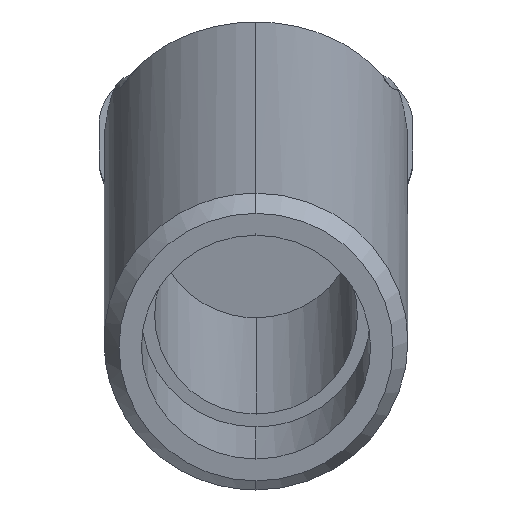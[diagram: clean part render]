
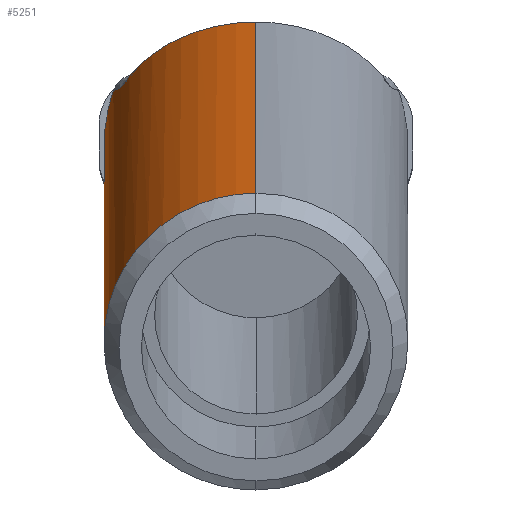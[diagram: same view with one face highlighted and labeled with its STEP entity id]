
A CAD part, top view. The second image highlights one B-rep face of the part: STEP entity #5251.
In plain terms, the highlighted cylindrical face has radius 3.05 mm (diameter 6.1 mm), a partial arc.
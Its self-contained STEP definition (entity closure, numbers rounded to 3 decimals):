
#5134=AXIS2_PLACEMENT_3D('Cylinder Axis2P3D',#5131,#5132,#5133) ;
#5131=CARTESIAN_POINT('Axis2P3D Location',(3.15,5.571,38.484)) ;
#5137=CARTESIAN_POINT('Control Point',(0.2,6.169,32.2)) ;
#5138=CARTESIAN_POINT('Control Point',(0.2,6.17,32.2)) ;
#5139=CARTESIAN_POINT('Control Point',(0.199,6.172,32.2)) ;
#5140=CARTESIAN_POINT('Vertex',(0.199,6.172,32.2)) ;
#5142=CARTESIAN_POINT('Vertex',(0.2,6.169,32.2)) ;
#5145=CARTESIAN_POINT('Line Origine',(0.2,4.813,38.316)) ;
#5149=CARTESIAN_POINT('Vertex',(0.2,7.011,28.4)) ;
#5153=CARTESIAN_POINT('Control Point',(0.444,6.365,28.4)) ;
#5154=CARTESIAN_POINT('Control Point',(0.339,6.571,28.4)) ;
#5155=CARTESIAN_POINT('Control Point',(0.257,6.788,28.4)) ;
#5156=CARTESIAN_POINT('Control Point',(0.2,7.011,28.4)) ;
#5157=CARTESIAN_POINT('Vertex',(0.444,6.365,28.4)) ;
#5161=CARTESIAN_POINT('Control Point',(0.604,5.651,30.362)) ;
#5162=CARTESIAN_POINT('Control Point',(0.544,5.889,29.709)) ;
#5163=CARTESIAN_POINT('Control Point',(0.491,6.127,29.054)) ;
#5164=CARTESIAN_POINT('Control Point',(0.444,6.365,28.4)) ;
#5165=CARTESIAN_POINT('Vertex',(0.604,5.651,30.362)) ;
#5169=CARTESIAN_POINT('Control Point',(3.15,4.041,31.292)) ;
#5170=CARTESIAN_POINT('Control Point',(2.485,4.041,31.292)) ;
#5171=CARTESIAN_POINT('Control Point',(1.818,4.259,31.166)) ;
#5172=CARTESIAN_POINT('Control Point',(1.297,4.665,30.932)) ;
#5173=CARTESIAN_POINT('Control Point',(0.894,5.133,30.661)) ;
#5174=CARTESIAN_POINT('Control Point',(0.604,5.651,30.362)) ;
#5175=CARTESIAN_POINT('Vertex',(3.15,4.041,31.292)) ;
#5178=CARTESIAN_POINT('Line Origine',(3.15,2.593,37.824)) ;
#5182=CARTESIAN_POINT('Vertex',(3.15,0.,49.52)) ;
#5186=CARTESIAN_POINT('Control Point',(3.15,5.955,50.84)) ;
#5187=CARTESIAN_POINT('Control Point',(2.191,5.955,50.84)) ;
#5188=CARTESIAN_POINT('Control Point',(1.233,5.588,50.759)) ;
#5189=CARTESIAN_POINT('Control Point',(0.476,4.849,50.595)) ;
#5190=CARTESIAN_POINT('Control Point',(-0.277,2.978,50.18)) ;
#5191=CARTESIAN_POINT('Control Point',(0.476,1.107,49.765)) ;
#5192=CARTESIAN_POINT('Control Point',(1.233,0.367,49.602)) ;
#5193=CARTESIAN_POINT('Control Point',(2.191,0.,49.52)) ;
#5194=CARTESIAN_POINT('Control Point',(3.15,0.,49.52)) ;
#5195=CARTESIAN_POINT('Vertex',(3.15,5.955,50.84)) ;
#5198=CARTESIAN_POINT('Line Origine',(3.15,8.548,39.144)) ;
#5202=CARTESIAN_POINT('Vertex',(3.15,9.417,35.224)) ;
#5206=CARTESIAN_POINT('Control Point',(3.15,9.417,35.224)) ;
#5207=CARTESIAN_POINT('Control Point',(2.411,9.417,35.224)) ;
#5208=CARTESIAN_POINT('Control Point',(1.67,9.236,34.987)) ;
#5209=CARTESIAN_POINT('Control Point',(1.114,8.898,34.548)) ;
#5210=CARTESIAN_POINT('Control Point',(0.704,8.516,34.05)) ;
#5211=CARTESIAN_POINT('Control Point',(0.434,8.097,33.504)) ;
#5212=CARTESIAN_POINT('Vertex',(0.434,8.097,33.504)) ;
#5216=CARTESIAN_POINT('Control Point',(0.434,8.097,33.504)) ;
#5217=CARTESIAN_POINT('Control Point',(0.377,8.08,33.07)) ;
#5218=CARTESIAN_POINT('Control Point',(0.329,8.062,32.636)) ;
#5219=CARTESIAN_POINT('Control Point',(0.288,8.044,32.2)) ;
#5220=CARTESIAN_POINT('Vertex',(0.288,8.044,32.2)) ;
#5224=CARTESIAN_POINT('Control Point',(0.288,8.044,32.2)) ;
#5225=CARTESIAN_POINT('Control Point',(0.249,7.936,32.2)) ;
#5226=CARTESIAN_POINT('Control Point',(0.216,7.826,32.2)) ;
#5227=CARTESIAN_POINT('Control Point',(0.189,7.715,32.2)) ;
#5228=CARTESIAN_POINT('Vertex',(0.189,7.715,32.2)) ;
#5232=CARTESIAN_POINT('Control Point',(0.199,6.172,32.2)) ;
#5233=CARTESIAN_POINT('Control Point',(0.07,6.675,32.2)) ;
#5234=CARTESIAN_POINT('Control Point',(0.067,7.21,32.2)) ;
#5235=CARTESIAN_POINT('Control Point',(0.189,7.715,32.2)) ;
#5132=DIRECTION('Axis2P3D Direction',(0.,-0.216,0.976)) ;
#5133=DIRECTION('Axis2P3D XDirection',(0.,0.976,0.216)) ;
#5146=DIRECTION('Vector Direction',(0.,-0.216,0.976)) ;
#5179=DIRECTION('Vector Direction',(0.,-0.216,0.976)) ;
#5199=DIRECTION('Vector Direction',(0.,-0.216,0.976)) ;
#5147=VECTOR('Line Direction',#5146,1.) ;
#5180=VECTOR('Line Direction',#5179,1.) ;
#5200=VECTOR('Line Direction',#5199,1.) ;
#5238=ORIENTED_EDGE('',*,*,#5144,.T.) ;
#5239=ORIENTED_EDGE('',*,*,#5151,.T.) ;
#5240=ORIENTED_EDGE('',*,*,#5159,.F.) ;
#5241=ORIENTED_EDGE('',*,*,#5167,.F.) ;
#5242=ORIENTED_EDGE('',*,*,#5177,.F.) ;
#5243=ORIENTED_EDGE('',*,*,#5184,.F.) ;
#5244=ORIENTED_EDGE('',*,*,#5197,.F.) ;
#5245=ORIENTED_EDGE('',*,*,#5204,.T.) ;
#5246=ORIENTED_EDGE('',*,*,#5214,.F.) ;
#5247=ORIENTED_EDGE('',*,*,#5222,.T.) ;
#5248=ORIENTED_EDGE('',*,*,#5230,.T.) ;
#5249=ORIENTED_EDGE('',*,*,#5236,.F.) ;
#5251=ADVANCED_FACE('MLD_TS_TT_6_1_Kummer',(#5250),#5135,.T.) ;
#5136=B_SPLINE_CURVE_WITH_KNOTS('',2,(#5137,#5138,#5139),.UNSPECIFIED.,.F.,.U.,(3,3),(0.,0.004),.UNSPECIFIED.) ;
#5152=B_SPLINE_CURVE_WITH_KNOTS('',3,(#5153,#5154,#5155,#5156),.UNSPECIFIED.,.F.,.U.,(4,4),(0.,0.979),.UNSPECIFIED.) ;
#5160=B_SPLINE_CURVE_WITH_KNOTS('',3,(#5161,#5162,#5163,#5164),.UNSPECIFIED.,.F.,.U.,(4,4),(0.,2.962),.UNSPECIFIED.) ;
#5168=B_SPLINE_CURVE_WITH_KNOTS('',5,(#5169,#5170,#5171,#5172,#5173,#5174),.UNSPECIFIED.,.F.,.U.,(6,6),(0.,4.768),.UNSPECIFIED.) ;
#5185=B_SPLINE_CURVE_WITH_KNOTS('',5,(#5186,#5187,#5188,#5189,#5190,#5191,#5192,#5193,#5194),.UNSPECIFIED.,.F.,.U.,(6,3,6),(-4.791,0.,4.791),.UNSPECIFIED.) ;
#5205=B_SPLINE_CURVE_WITH_KNOTS('',5,(#5206,#5207,#5208,#5209,#5210,#5211),.UNSPECIFIED.,.F.,.U.,(6,6),(0.,5.309),.UNSPECIFIED.) ;
#5215=B_SPLINE_CURVE_WITH_KNOTS('',3,(#5216,#5217,#5218,#5219),.UNSPECIFIED.,.F.,.U.,(4,4),(0.,1.857),.UNSPECIFIED.) ;
#5223=B_SPLINE_CURVE_WITH_KNOTS('',3,(#5224,#5225,#5226,#5227),.UNSPECIFIED.,.F.,.U.,(4,4),(0.,0.486),.UNSPECIFIED.) ;
#5231=B_SPLINE_CURVE_WITH_KNOTS('',3,(#5232,#5233,#5234,#5235),.UNSPECIFIED.,.F.,.U.,(4,4),(0.,2.215),.UNSPECIFIED.) ;
#5135=CYLINDRICAL_SURFACE('generated cylinder',#5134,3.05) ;
#5144=EDGE_CURVE('',#5141,#5143,#5136,.F.) ;
#5151=EDGE_CURVE('',#5143,#5150,#5148,.F.) ;
#5159=EDGE_CURVE('',#5158,#5150,#5152,.T.) ;
#5167=EDGE_CURVE('',#5166,#5158,#5160,.T.) ;
#5177=EDGE_CURVE('',#5176,#5166,#5168,.T.) ;
#5184=EDGE_CURVE('',#5183,#5176,#5181,.F.) ;
#5197=EDGE_CURVE('',#5196,#5183,#5185,.T.) ;
#5204=EDGE_CURVE('',#5196,#5203,#5201,.F.) ;
#5214=EDGE_CURVE('',#5213,#5203,#5205,.F.) ;
#5222=EDGE_CURVE('',#5213,#5221,#5215,.T.) ;
#5230=EDGE_CURVE('',#5221,#5229,#5223,.T.) ;
#5236=EDGE_CURVE('',#5141,#5229,#5231,.T.) ;
#5237=EDGE_LOOP('',(#5238,#5239,#5240,#5241,#5242,#5243,#5244,#5245,#5246,#5247,#5248,#5249)) ;
#5250=FACE_OUTER_BOUND('',#5237,.T.) ;
#5148=LINE('Line',#5145,#5147) ;
#5181=LINE('Line',#5178,#5180) ;
#5201=LINE('Line',#5198,#5200) ;
#5141=VERTEX_POINT('',#5140) ;
#5143=VERTEX_POINT('',#5142) ;
#5150=VERTEX_POINT('',#5149) ;
#5158=VERTEX_POINT('',#5157) ;
#5166=VERTEX_POINT('',#5165) ;
#5176=VERTEX_POINT('',#5175) ;
#5183=VERTEX_POINT('',#5182) ;
#5196=VERTEX_POINT('',#5195) ;
#5203=VERTEX_POINT('',#5202) ;
#5213=VERTEX_POINT('',#5212) ;
#5221=VERTEX_POINT('',#5220) ;
#5229=VERTEX_POINT('',#5228) ;
